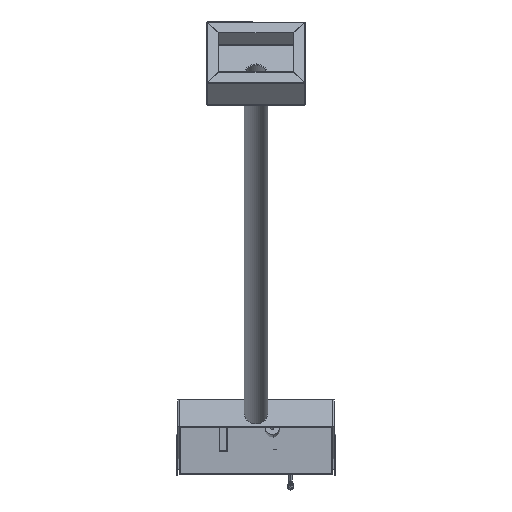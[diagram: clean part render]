
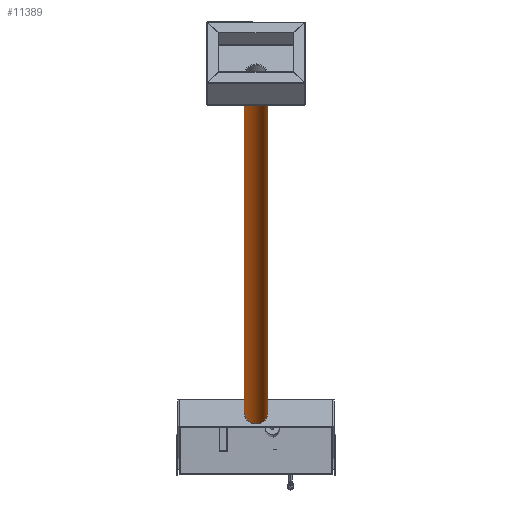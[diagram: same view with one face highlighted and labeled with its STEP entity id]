
A CAD part, front view. The second image highlights one B-rep face of the part: STEP entity #11389.
In plain terms, the highlighted cylindrical face has radius 20 mm (diameter 40 mm), a partial arc.
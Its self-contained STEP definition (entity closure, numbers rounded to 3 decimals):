
#222 = DIRECTION ( 'NONE',  ( -1., 0., 0. ) ) ;
#473 = VECTOR ( 'NONE', #6172, 1000. ) ;
#581 = CIRCLE ( 'NONE', #11321, 20. ) ;
#1355 = ORIENTED_EDGE ( 'NONE', *, *, #5922, .F. ) ;
#1549 = DIRECTION ( 'NONE',  ( 1., 0., 0. ) ) ;
#1621 = EDGE_CURVE ( 'NONE', #3026, #4164, #2811, .T. ) ;
#1626 = CARTESIAN_POINT ( 'NONE',  ( 0., 0., -1502.5 ) ) ;
#1766 = VERTEX_POINT ( 'NONE', #6676 ) ;
#1927 = EDGE_CURVE ( 'NONE', #4416, #1766, #5026, .T. ) ;
#2046 = DIRECTION ( 'NONE',  ( 0., 0., -1. ) ) ;
#2811 = LINE ( 'NONE', #3485, #473 ) ;
#3026 = VERTEX_POINT ( 'NONE', #8419 ) ;
#3392 = DIRECTION ( 'NONE',  ( 0., 0., 1. ) ) ;
#3467 = FACE_OUTER_BOUND ( 'NONE', #4426, .T. ) ;
#3485 = CARTESIAN_POINT ( 'NONE',  ( 20., 0., -1502.5 ) ) ;
#4104 = AXIS2_PLACEMENT_3D ( 'NONE', #10880, #5520, #222 ) ;
#4164 = VERTEX_POINT ( 'NONE', #6912 ) ;
#4301 = CARTESIAN_POINT ( 'NONE',  ( -20., 0., -1502.5 ) ) ;
#4416 = VERTEX_POINT ( 'NONE', #10650 ) ;
#4426 = EDGE_LOOP ( 'NONE', ( #1355, #7864, #10877, #8331 ) ) ;
#5026 = LINE ( 'NONE', #4301, #9506 ) ;
#5186 = DIRECTION ( 'NONE',  ( 0., 0., 1. ) ) ;
#5332 = EDGE_CURVE ( 'NONE', #1766, #4164, #581, .T. ) ;
#5520 = DIRECTION ( 'NONE',  ( 0., 0., -1. ) ) ;
#5922 = EDGE_CURVE ( 'NONE', #4416, #3026, #7456, .T. ) ;
#6069 = AXIS2_PLACEMENT_3D ( 'NONE', #1626, #3392, #1549 ) ;
#6172 = DIRECTION ( 'NONE',  ( 0., 0., 1. ) ) ;
#6676 = CARTESIAN_POINT ( 'NONE',  ( -20., 0., -2.5 ) ) ;
#6912 = CARTESIAN_POINT ( 'NONE',  ( 20., 0., -2.5 ) ) ;
#7349 = CARTESIAN_POINT ( 'NONE',  ( 0., 0., -2.5 ) ) ;
#7456 = CIRCLE ( 'NONE', #4104, 20. ) ;
#7864 = ORIENTED_EDGE ( 'NONE', *, *, #1927, .T. ) ;
#8257 = DIRECTION ( 'NONE',  ( -1., 0., 0. ) ) ;
#8331 = ORIENTED_EDGE ( 'NONE', *, *, #1621, .F. ) ;
#8419 = CARTESIAN_POINT ( 'NONE',  ( 20., 0., -1502.5 ) ) ;
#9506 = VECTOR ( 'NONE', #5186, 1000. ) ;
#10311 = CYLINDRICAL_SURFACE ( 'NONE', #6069, 20. ) ;
#10650 = CARTESIAN_POINT ( 'NONE',  ( -20., 0., -1502.5 ) ) ;
#10877 = ORIENTED_EDGE ( 'NONE', *, *, #5332, .T. ) ;
#10880 = CARTESIAN_POINT ( 'NONE',  ( 0., 0., -1502.5 ) ) ;
#11321 = AXIS2_PLACEMENT_3D ( 'NONE', #7349, #2046, #8257 ) ;
#11389 = ADVANCED_FACE ( 'NONE', ( #3467 ), #10311, .T. ) ;
